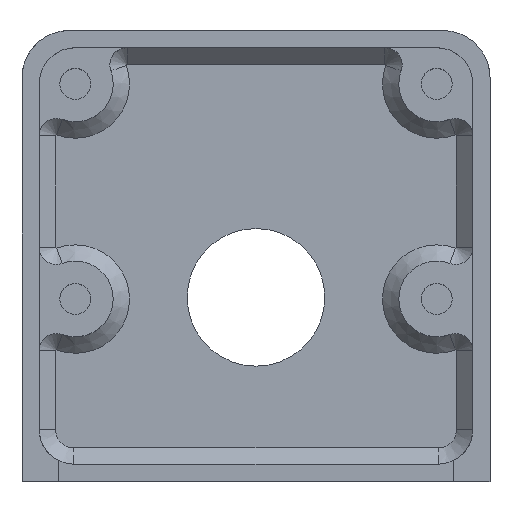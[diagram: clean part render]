
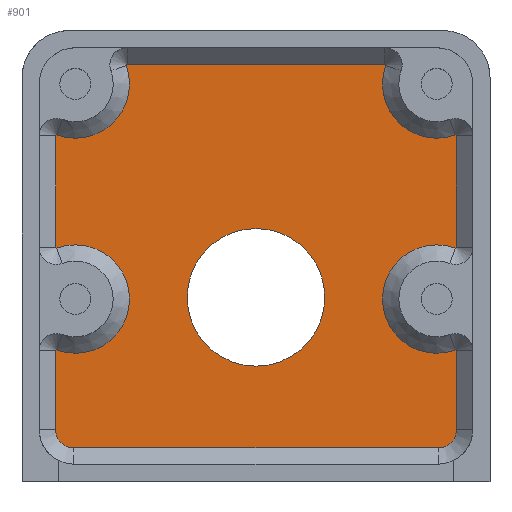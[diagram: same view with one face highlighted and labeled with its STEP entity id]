
A CAD part, top view. The second image highlights one B-rep face of the part: STEP entity #901.
In plain terms, the highlighted planar face has unit normal (0, 0, 1).
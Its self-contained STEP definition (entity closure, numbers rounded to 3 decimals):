
#465 = VERTEX_POINT('',#466);
#466 = CARTESIAN_POINT('',(4.,64.1,8.5));
#472 = EDGE_CURVE('',#465,#465,#473,.T.);
#473 = CIRCLE('',#474,4.);
#474 = AXIS2_PLACEMENT_3D('',#475,#476,#477);
#475 = CARTESIAN_POINT('',(0.,64.1,8.5));
#476 = DIRECTION('',(0.,0.,1.));
#477 = DIRECTION('',(1.,0.,0.));
#901 = ADVANCED_FACE('',(#902,#1078),#1081,.F.);
#902 = FACE_BOUND('',#903,.F.);
#903 = EDGE_LOOP('',(#904,#914,#923,#932,#941,#949,#958,#967,#976,#984,
    #993,#1002,#1011,#1019,#1028,#1037,#1046,#1054,#1063,#1071));
#904 = ORIENTED_EDGE('',*,*,#905,.T.);
#905 = EDGE_CURVE('',#906,#908,#910,.T.);
#906 = VERTEX_POINT('',#907);
#907 = CARTESIAN_POINT('',(-11.65,56.4,8.5));
#908 = VERTEX_POINT('',#909);
#909 = CARTESIAN_POINT('',(-11.65,60.995,8.5));
#910 = LINE('',#911,#912);
#911 = CARTESIAN_POINT('',(-11.65,56.4,8.5));
#912 = VECTOR('',#913,1.);
#913 = DIRECTION('',(0.,1.,0.));
#914 = ORIENTED_EDGE('',*,*,#915,.T.);
#915 = EDGE_CURVE('',#908,#916,#918,.T.);
#916 = VERTEX_POINT('',#917);
#917 = CARTESIAN_POINT('',(-11.583,61.042,8.5));
#918 = CIRCLE('',#919,0.05);
#919 = AXIS2_PLACEMENT_3D('',#920,#921,#922);
#920 = CARTESIAN_POINT('',(-11.6,60.995,8.5));
#921 = DIRECTION('',(0.,0.,-1.));
#922 = DIRECTION('',(-1.,0.,0.));
#923 = ORIENTED_EDGE('',*,*,#924,.T.);
#924 = EDGE_CURVE('',#916,#925,#927,.T.);
#925 = VERTEX_POINT('',#926);
#926 = CARTESIAN_POINT('',(-11.583,66.958,8.5));
#927 = CIRCLE('',#928,3.15);
#928 = AXIS2_PLACEMENT_3D('',#929,#930,#931);
#929 = CARTESIAN_POINT('',(-10.5,64.,8.5));
#930 = DIRECTION('',(-0.,0.,1.));
#931 = DIRECTION('',(-0.344,-0.939,-0.));
#932 = ORIENTED_EDGE('',*,*,#933,.T.);
#933 = EDGE_CURVE('',#925,#934,#936,.T.);
#934 = VERTEX_POINT('',#935);
#935 = CARTESIAN_POINT('',(-11.65,67.005,8.5));
#936 = CIRCLE('',#937,0.05);
#937 = AXIS2_PLACEMENT_3D('',#938,#939,#940);
#938 = CARTESIAN_POINT('',(-11.6,67.005,8.5));
#939 = DIRECTION('',(0.,0.,-1.));
#940 = DIRECTION('',(0.344,-0.939,0.));
#941 = ORIENTED_EDGE('',*,*,#942,.T.);
#942 = EDGE_CURVE('',#934,#943,#945,.T.);
#943 = VERTEX_POINT('',#944);
#944 = CARTESIAN_POINT('',(-11.65,73.495,8.5));
#945 = LINE('',#946,#947);
#946 = CARTESIAN_POINT('',(-11.65,67.005,8.5));
#947 = VECTOR('',#948,1.);
#948 = DIRECTION('',(0.,1.,0.));
#949 = ORIENTED_EDGE('',*,*,#950,.T.);
#950 = EDGE_CURVE('',#943,#951,#953,.T.);
#951 = VERTEX_POINT('',#952);
#952 = CARTESIAN_POINT('',(-11.583,73.542,8.5));
#953 = CIRCLE('',#954,0.05);
#954 = AXIS2_PLACEMENT_3D('',#955,#956,#957);
#955 = CARTESIAN_POINT('',(-11.6,73.495,8.5));
#956 = DIRECTION('',(0.,0.,-1.));
#957 = DIRECTION('',(-1.,0.,0.));
#958 = ORIENTED_EDGE('',*,*,#959,.T.);
#959 = EDGE_CURVE('',#951,#960,#962,.T.);
#960 = VERTEX_POINT('',#961);
#961 = CARTESIAN_POINT('',(-7.542,77.583,8.5));
#962 = CIRCLE('',#963,3.15);
#963 = AXIS2_PLACEMENT_3D('',#964,#965,#966);
#964 = CARTESIAN_POINT('',(-10.5,76.5,8.5));
#965 = DIRECTION('',(-0.,0.,1.));
#966 = DIRECTION('',(-0.344,-0.939,-0.));
#967 = ORIENTED_EDGE('',*,*,#968,.T.);
#968 = EDGE_CURVE('',#960,#969,#971,.T.);
#969 = VERTEX_POINT('',#970);
#970 = CARTESIAN_POINT('',(-7.495,77.65,8.5));
#971 = CIRCLE('',#972,0.05);
#972 = AXIS2_PLACEMENT_3D('',#973,#974,#975);
#973 = CARTESIAN_POINT('',(-7.495,77.6,8.5));
#974 = DIRECTION('',(0.,0.,-1.));
#975 = DIRECTION('',(-0.939,-0.344,-0.));
#976 = ORIENTED_EDGE('',*,*,#977,.T.);
#977 = EDGE_CURVE('',#969,#978,#980,.T.);
#978 = VERTEX_POINT('',#979);
#979 = CARTESIAN_POINT('',(7.495,77.65,8.5));
#980 = LINE('',#981,#982);
#981 = CARTESIAN_POINT('',(-7.495,77.65,8.5));
#982 = VECTOR('',#983,1.);
#983 = DIRECTION('',(1.,0.,0.));
#984 = ORIENTED_EDGE('',*,*,#985,.T.);
#985 = EDGE_CURVE('',#978,#986,#988,.T.);
#986 = VERTEX_POINT('',#987);
#987 = CARTESIAN_POINT('',(7.542,77.583,8.5));
#988 = CIRCLE('',#989,0.05);
#989 = AXIS2_PLACEMENT_3D('',#990,#991,#992);
#990 = CARTESIAN_POINT('',(7.495,77.6,8.5));
#991 = DIRECTION('',(0.,0.,-1.));
#992 = DIRECTION('',(0.,1.,0.));
#993 = ORIENTED_EDGE('',*,*,#994,.T.);
#994 = EDGE_CURVE('',#986,#995,#997,.T.);
#995 = VERTEX_POINT('',#996);
#996 = CARTESIAN_POINT('',(11.583,73.542,8.5));
#997 = CIRCLE('',#998,3.15);
#998 = AXIS2_PLACEMENT_3D('',#999,#1000,#1001);
#999 = CARTESIAN_POINT('',(10.5,76.5,8.5));
#1000 = DIRECTION('',(0.,-0.,1.));
#1001 = DIRECTION('',(-0.939,0.344,0.));
#1002 = ORIENTED_EDGE('',*,*,#1003,.T.);
#1003 = EDGE_CURVE('',#995,#1004,#1006,.T.);
#1004 = VERTEX_POINT('',#1005);
#1005 = CARTESIAN_POINT('',(11.65,73.495,8.5));
#1006 = CIRCLE('',#1007,0.05);
#1007 = AXIS2_PLACEMENT_3D('',#1008,#1009,#1010);
#1008 = CARTESIAN_POINT('',(11.6,73.495,8.5));
#1009 = DIRECTION('',(0.,0.,-1.));
#1010 = DIRECTION('',(-0.344,0.939,0.));
#1011 = ORIENTED_EDGE('',*,*,#1012,.T.);
#1012 = EDGE_CURVE('',#1004,#1013,#1015,.T.);
#1013 = VERTEX_POINT('',#1014);
#1014 = CARTESIAN_POINT('',(11.65,67.005,8.5));
#1015 = LINE('',#1016,#1017);
#1016 = CARTESIAN_POINT('',(11.65,73.495,8.5));
#1017 = VECTOR('',#1018,1.);
#1018 = DIRECTION('',(0.,-1.,0.));
#1019 = ORIENTED_EDGE('',*,*,#1020,.T.);
#1020 = EDGE_CURVE('',#1013,#1021,#1023,.T.);
#1021 = VERTEX_POINT('',#1022);
#1022 = CARTESIAN_POINT('',(11.583,66.958,8.5));
#1023 = CIRCLE('',#1024,0.05);
#1024 = AXIS2_PLACEMENT_3D('',#1025,#1026,#1027);
#1025 = CARTESIAN_POINT('',(11.6,67.005,8.5));
#1026 = DIRECTION('',(0.,0.,-1.));
#1027 = DIRECTION('',(1.,0.,0.));
#1028 = ORIENTED_EDGE('',*,*,#1029,.T.);
#1029 = EDGE_CURVE('',#1021,#1030,#1032,.T.);
#1030 = VERTEX_POINT('',#1031);
#1031 = CARTESIAN_POINT('',(11.583,61.042,8.5));
#1032 = CIRCLE('',#1033,3.15);
#1033 = AXIS2_PLACEMENT_3D('',#1034,#1035,#1036);
#1034 = CARTESIAN_POINT('',(10.5,64.,8.5));
#1035 = DIRECTION('',(0.,-0.,1.));
#1036 = DIRECTION('',(0.344,0.939,0.));
#1037 = ORIENTED_EDGE('',*,*,#1038,.T.);
#1038 = EDGE_CURVE('',#1030,#1039,#1041,.T.);
#1039 = VERTEX_POINT('',#1040);
#1040 = CARTESIAN_POINT('',(11.65,60.995,8.5));
#1041 = CIRCLE('',#1042,0.05);
#1042 = AXIS2_PLACEMENT_3D('',#1043,#1044,#1045);
#1043 = CARTESIAN_POINT('',(11.6,60.995,8.5));
#1044 = DIRECTION('',(0.,0.,-1.));
#1045 = DIRECTION('',(-0.344,0.939,0.));
#1046 = ORIENTED_EDGE('',*,*,#1047,.T.);
#1047 = EDGE_CURVE('',#1039,#1048,#1050,.T.);
#1048 = VERTEX_POINT('',#1049);
#1049 = CARTESIAN_POINT('',(11.65,56.4,8.5));
#1050 = LINE('',#1051,#1052);
#1051 = CARTESIAN_POINT('',(11.65,60.995,8.5));
#1052 = VECTOR('',#1053,1.);
#1053 = DIRECTION('',(0.,-1.,0.));
#1054 = ORIENTED_EDGE('',*,*,#1055,.T.);
#1055 = EDGE_CURVE('',#1048,#1056,#1058,.T.);
#1056 = VERTEX_POINT('',#1057);
#1057 = CARTESIAN_POINT('',(10.6,55.35,8.5));
#1058 = CIRCLE('',#1059,1.05);
#1059 = AXIS2_PLACEMENT_3D('',#1060,#1061,#1062);
#1060 = CARTESIAN_POINT('',(10.6,56.4,8.5));
#1061 = DIRECTION('',(0.,0.,-1.));
#1062 = DIRECTION('',(1.,0.,0.));
#1063 = ORIENTED_EDGE('',*,*,#1064,.T.);
#1064 = EDGE_CURVE('',#1056,#1065,#1067,.T.);
#1065 = VERTEX_POINT('',#1066);
#1066 = CARTESIAN_POINT('',(-10.6,55.35,8.5));
#1067 = LINE('',#1068,#1069);
#1068 = CARTESIAN_POINT('',(10.6,55.35,8.5));
#1069 = VECTOR('',#1070,1.);
#1070 = DIRECTION('',(-1.,0.,0.));
#1071 = ORIENTED_EDGE('',*,*,#1072,.T.);
#1072 = EDGE_CURVE('',#1065,#906,#1073,.T.);
#1073 = CIRCLE('',#1074,1.05);
#1074 = AXIS2_PLACEMENT_3D('',#1075,#1076,#1077);
#1075 = CARTESIAN_POINT('',(-10.6,56.4,8.5));
#1076 = DIRECTION('',(0.,0.,-1.));
#1077 = DIRECTION('',(0.,-1.,0.));
#1078 = FACE_BOUND('',#1079,.F.);
#1079 = EDGE_LOOP('',(#1080));
#1080 = ORIENTED_EDGE('',*,*,#472,.T.);
#1081 = PLANE('',#1082);
#1082 = AXIS2_PLACEMENT_3D('',#1083,#1084,#1085);
#1083 = CARTESIAN_POINT('',(0.,66.5,8.5));
#1084 = DIRECTION('',(-0.,-0.,-1.));
#1085 = DIRECTION('',(-1.,0.,0.));
